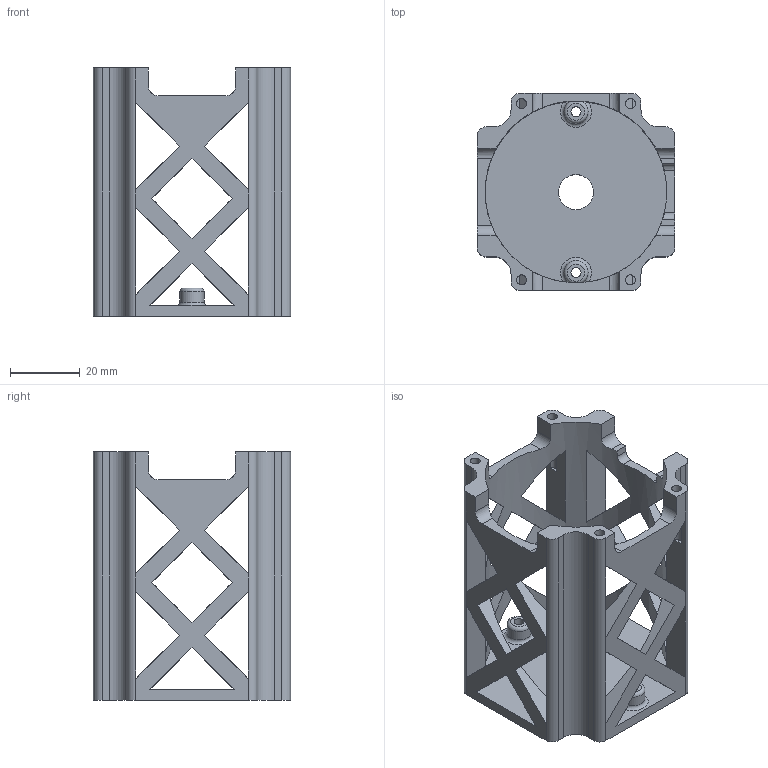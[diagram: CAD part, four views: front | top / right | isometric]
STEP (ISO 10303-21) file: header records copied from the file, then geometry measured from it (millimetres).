
FILE_DESCRIPTION( ( '' ), ' ' );
FILE_NAME( '5a72aecbccce600ecc068671.step', '2018-02-01T06:08:11', ( '' ), ( '' ), ' ', ' ', ' ' );
FILE_SCHEMA( ( 'AUTOMOTIVE_DESIGN { 1 0 10303 214 1 1 1 1 }' ) );
Length unit declared in the file: metre
Products named in the file (1): NEMA23 N5065 Shell AMT102
Bounding box: 56.4 x 56.4 x 71 mm (x, y, z)
Volume: 35195.3 mm3; surface area: 29210.6 mm2
Topology: 1 solids, 1 shells, 148 faces, 470 edges, 301 vertices
Faces by surface type: plane 112, cylinder 32, torus 4
Full cylindrical faces by diameter (mm): 2.85 x4, 2.87 x2, 6.87 x2, 10 x1, 52 x1
Entity records: 6487 total; most frequent: CARTESIAN_POINT 1044, ORIENTED_EDGE 896, DIRECTION 866, EDGE_CURVE 448, LINE 308, VECTOR 308, VERTEX_POINT 294, AXIS2_PLACEMENT_3D 279
